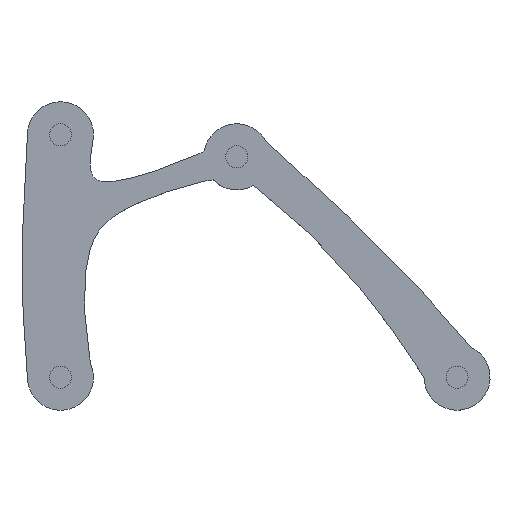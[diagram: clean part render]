
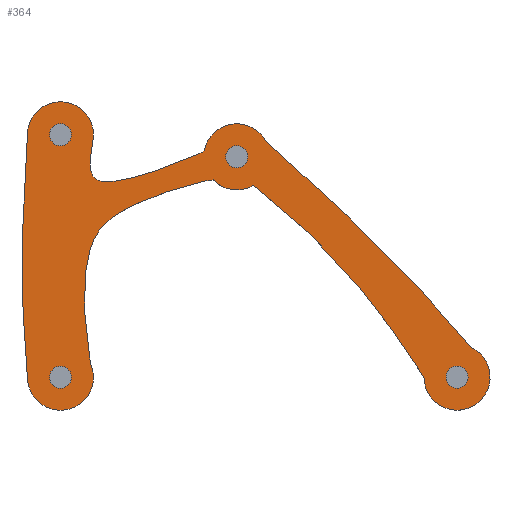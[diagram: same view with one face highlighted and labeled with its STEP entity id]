
A CAD part, top view. The second image highlights one B-rep face of the part: STEP entity #364.
In plain terms, the highlighted planar face has unit normal (0, 0, 1).
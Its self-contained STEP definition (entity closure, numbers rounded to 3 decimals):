
#31=FACE_BOUND('',#139,.T.);
#32=FACE_BOUND('',#140,.T.);
#33=FACE_BOUND('',#141,.T.);
#34=FACE_BOUND('',#142,.T.);
#40=B_SPLINE_CURVE_WITH_KNOTS('',2,(#624,#625,#626),.UNSPECIFIED.,.F.,.F.,
(3,3),(1.,2.),.UNSPECIFIED.);
#42=B_SPLINE_CURVE_WITH_KNOTS('',2,(#645,#646,#647),.UNSPECIFIED.,.F.,.F.,
(3,3),(1.,2.),.UNSPECIFIED.);
#44=B_SPLINE_CURVE_WITH_KNOTS('',4,(#678,#679,#680,#681,#682,#683,#684),
 .UNSPECIFIED.,.F.,.F.,(5,1,1,5),(1.,2.,3.,4.),.UNSPECIFIED.);
#46=B_SPLINE_CURVE_WITH_KNOTS('',2,(#703,#704,#705),.UNSPECIFIED.,.F.,.F.,
(3,3),(1.,2.),.UNSPECIFIED.);
#48=B_SPLINE_CURVE_WITH_KNOTS('',4,(#731,#732,#733,#734,#735,#736),
 .UNSPECIFIED.,.F.,.F.,(5,1,5),(1.,2.,3.),.UNSPECIFIED.);
#119=FACE_OUTER_BOUND('',#138,.T.);
#138=EDGE_LOOP('',(#315,#316,#317,#318,#319,#320,#321,#322,#323,#324));
#139=EDGE_LOOP('',(#325));
#140=EDGE_LOOP('',(#326));
#141=EDGE_LOOP('',(#327));
#142=EDGE_LOOP('',(#328));
#152=CIRCLE('',#429,5.);
#154=CIRCLE('',#432,5.);
#156=CIRCLE('',#435,5.);
#158=CIRCLE('',#438,5.);
#161=CIRCLE('',#442,15.);
#163=CIRCLE('',#445,15.);
#165=CIRCLE('',#448,15.);
#167=CIRCLE('',#451,15.);
#169=CIRCLE('',#454,15.);
#174=VERTEX_POINT('',#581);
#176=VERTEX_POINT('',#587);
#178=VERTEX_POINT('',#593);
#180=VERTEX_POINT('',#599);
#184=VERTEX_POINT('',#608);
#185=VERTEX_POINT('',#610);
#187=VERTEX_POINT('',#623);
#189=VERTEX_POINT('',#631);
#191=VERTEX_POINT('',#644);
#193=VERTEX_POINT('',#652);
#195=VERTEX_POINT('',#677);
#197=VERTEX_POINT('',#689);
#199=VERTEX_POINT('',#702);
#201=VERTEX_POINT('',#710);
#207=EDGE_CURVE('',#174,#174,#152,.T.);
#210=EDGE_CURVE('',#176,#176,#154,.T.);
#213=EDGE_CURVE('',#178,#178,#156,.T.);
#216=EDGE_CURVE('',#180,#180,#158,.T.);
#221=EDGE_CURVE('',#185,#184,#161,.T.);
#224=EDGE_CURVE('',#187,#185,#40,.T.);
#227=EDGE_CURVE('',#189,#187,#163,.T.);
#230=EDGE_CURVE('',#191,#189,#42,.T.);
#233=EDGE_CURVE('',#193,#191,#165,.T.);
#236=EDGE_CURVE('',#195,#193,#44,.T.);
#239=EDGE_CURVE('',#197,#195,#167,.T.);
#242=EDGE_CURVE('',#199,#197,#46,.T.);
#245=EDGE_CURVE('',#201,#199,#169,.T.);
#248=EDGE_CURVE('',#184,#201,#48,.T.);
#315=ORIENTED_EDGE('',*,*,#248,.T.);
#316=ORIENTED_EDGE('',*,*,#245,.T.);
#317=ORIENTED_EDGE('',*,*,#242,.T.);
#318=ORIENTED_EDGE('',*,*,#239,.T.);
#319=ORIENTED_EDGE('',*,*,#236,.T.);
#320=ORIENTED_EDGE('',*,*,#233,.T.);
#321=ORIENTED_EDGE('',*,*,#230,.T.);
#322=ORIENTED_EDGE('',*,*,#227,.T.);
#323=ORIENTED_EDGE('',*,*,#224,.T.);
#324=ORIENTED_EDGE('',*,*,#221,.T.);
#325=ORIENTED_EDGE('',*,*,#216,.T.);
#326=ORIENTED_EDGE('',*,*,#213,.T.);
#327=ORIENTED_EDGE('',*,*,#210,.T.);
#328=ORIENTED_EDGE('',*,*,#207,.T.);
#345=PLANE('',#455);
#364=ADVANCED_FACE('',(#119,#31,#32,#33,#34),#345,.T.);
#429=AXIS2_PLACEMENT_3D('',#582,#485,#486);
#432=AXIS2_PLACEMENT_3D('',#588,#492,#493);
#435=AXIS2_PLACEMENT_3D('',#594,#499,#500);
#438=AXIS2_PLACEMENT_3D('',#600,#506,#507);
#442=AXIS2_PLACEMENT_3D('',#611,#516,#517);
#445=AXIS2_PLACEMENT_3D('',#632,#524,#525);
#448=AXIS2_PLACEMENT_3D('',#653,#532,#533);
#451=AXIS2_PLACEMENT_3D('',#690,#540,#541);
#454=AXIS2_PLACEMENT_3D('',#711,#548,#549);
#455=AXIS2_PLACEMENT_3D('',#737,#551,#552);
#485=DIRECTION('center_axis',(0.,0.,-1.));
#486=DIRECTION('ref_axis',(-1.,0.,0.));
#492=DIRECTION('center_axis',(0.,0.,-1.));
#493=DIRECTION('ref_axis',(-1.,0.,0.));
#499=DIRECTION('center_axis',(0.,0.,-1.));
#500=DIRECTION('ref_axis',(-1.,0.,0.));
#506=DIRECTION('center_axis',(0.,0.,-1.));
#507=DIRECTION('ref_axis',(-1.,0.,0.));
#516=DIRECTION('center_axis',(0.,0.,1.));
#517=DIRECTION('ref_axis',(0.874,0.486,0.));
#524=DIRECTION('center_axis',(0.,0.,1.));
#525=DIRECTION('ref_axis',(-1.,0.,0.));
#532=DIRECTION('center_axis',(0.,0.,1.));
#533=DIRECTION('ref_axis',(-0.714,-0.7,0.));
#540=DIRECTION('center_axis',(0.,0.,1.));
#541=DIRECTION('ref_axis',(-0.996,-0.089,0.));
#548=DIRECTION('center_axis',(0.,0.,1.));
#549=DIRECTION('ref_axis',(0.984,-0.18,0.));
#551=DIRECTION('center_axis',(0.,0.,1.));
#552=DIRECTION('ref_axis',(1.,0.,0.));
#581=CARTESIAN_POINT('',(-85.,55.,9.4));
#582=CARTESIAN_POINT('Origin',(-90.,55.,9.4));
#587=CARTESIAN_POINT('',(-85.,-55.,9.4));
#588=CARTESIAN_POINT('Origin',(-90.,-55.,9.4));
#593=CARTESIAN_POINT('',(95.,-55.,9.4));
#594=CARTESIAN_POINT('Origin',(90.,-55.,9.4));
#599=CARTESIAN_POINT('',(-5.,45.,9.4));
#600=CARTESIAN_POINT('Origin',(-10.,45.,9.4));
#608=CARTESIAN_POINT('',(-24.754,47.705,9.4));
#610=CARTESIAN_POINT('',(3.107,52.295,9.4));
#611=CARTESIAN_POINT('Origin',(-10.,45.,9.4));
#623=CARTESIAN_POINT('',(96.482,-41.473,9.4));
#624=CARTESIAN_POINT('Ctrl Pts',(96.482,-41.473,9.4));
#625=CARTESIAN_POINT('Ctrl Pts',(62.3,0.,
9.4));
#626=CARTESIAN_POINT('Ctrl Pts',(3.107,52.295,9.4));
#631=CARTESIAN_POINT('',(75.,-55.,9.4));
#632=CARTESIAN_POINT('Origin',(90.,-55.,9.4));
#644=CARTESIAN_POINT('',(-2.382,32.078,9.4));
#645=CARTESIAN_POINT('Ctrl Pts',(-2.382,32.078,9.4));
#646=CARTESIAN_POINT('Ctrl Pts',(40.367,0.,
9.4));
#647=CARTESIAN_POINT('Ctrl Pts',(75.,-55.,9.4));
#652=CARTESIAN_POINT('',(-20.711,34.499,9.4));
#653=CARTESIAN_POINT('Origin',(-10.,45.,9.4));
#677=CARTESIAN_POINT('',(-76.431,-48.607,9.4));
#678=CARTESIAN_POINT('Ctrl Pts',(-76.431,-48.607,9.4));
#679=CARTESIAN_POINT('Ctrl Pts',(-79.87,-29.594,9.4));
#680=CARTESIAN_POINT('Ctrl Pts',(-79.87,0.,
9.4));
#681=CARTESIAN_POINT('Ctrl Pts',(-73.423,13.409,9.4));
#682=CARTESIAN_POINT('Ctrl Pts',(-61.869,23.352,9.4));
#683=CARTESIAN_POINT('Ctrl Pts',(-26.439,34.499,9.4));
#684=CARTESIAN_POINT('Ctrl Pts',(-20.711,34.499,9.4));
#689=CARTESIAN_POINT('',(-104.94,-56.342,9.4));
#690=CARTESIAN_POINT('Origin',(-90.,-55.,9.4));
#702=CARTESIAN_POINT('',(-105.,55.,9.4));
#703=CARTESIAN_POINT('Ctrl Pts',(-105.,55.,9.4));
#704=CARTESIAN_POINT('Ctrl Pts',(-110.,0.,9.4));
#705=CARTESIAN_POINT('Ctrl Pts',(-104.94,-56.342,9.4));
#710=CARTESIAN_POINT('',(-75.246,52.295,9.4));
#711=CARTESIAN_POINT('Origin',(-90.,55.,9.4));
#731=CARTESIAN_POINT('Ctrl Pts',(-24.754,47.705,9.4));
#732=CARTESIAN_POINT('Ctrl Pts',(-28.123,45.,9.4));
#733=CARTESIAN_POINT('Ctrl Pts',(-62.653,32.078,9.4));
#734=CARTESIAN_POINT('Ctrl Pts',(-75.,30.969,9.4));
#735=CARTESIAN_POINT('Ctrl Pts',(-77.861,38.029,9.4));
#736=CARTESIAN_POINT('Ctrl Pts',(-75.246,52.295,9.4));
#737=CARTESIAN_POINT('Origin',(-2.5,0.,9.4));
